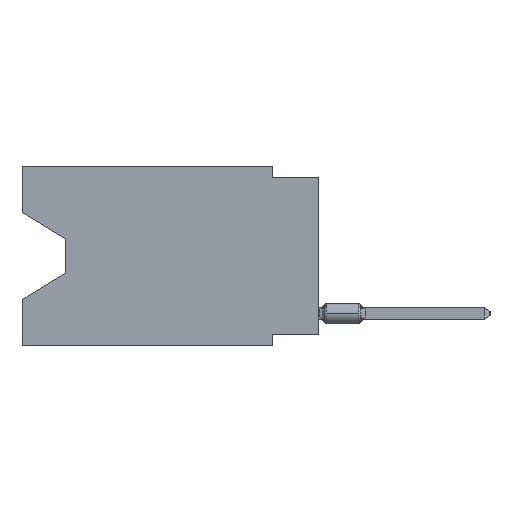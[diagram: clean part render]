
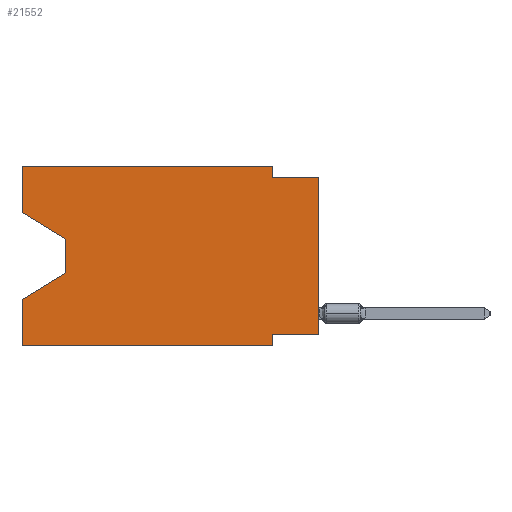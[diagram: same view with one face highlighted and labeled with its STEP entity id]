
A CAD part, left-side view. The second image highlights one B-rep face of the part: STEP entity #21552.
In plain terms, the highlighted planar face has unit normal (-1, 0, 0).
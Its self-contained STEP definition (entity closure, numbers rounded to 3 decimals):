
#309 = VECTOR ( 'NONE', #15103, 1000. ) ;
#958 = CARTESIAN_POINT ( 'NONE',  ( 0., 16.383, 0. ) ) ;
#1268 = EDGE_CURVE ( 'NONE', #7246, #31949, #27306, .T. ) ;
#2305 = ORIENTED_EDGE ( 'NONE', *, *, #3353, .T. ) ;
#2555 = ORIENTED_EDGE ( 'NONE', *, *, #17116, .F. ) ;
#2709 = LINE ( 'NONE', #29601, #35335 ) ;
#2716 = VERTEX_POINT ( 'NONE', #41128 ) ;
#2733 = DIRECTION ( 'NONE',  ( 0., -1., 0. ) ) ;
#2842 = DIRECTION ( 'NONE',  ( 0., -1., 0. ) ) ;
#3013 = VECTOR ( 'NONE', #2842, 1000. ) ;
#3348 = DIRECTION ( 'NONE',  ( 0., 0., 1. ) ) ;
#3353 = EDGE_CURVE ( 'NONE', #28642, #5480, #2709, .T. ) ;
#3885 = CARTESIAN_POINT ( 'NONE',  ( 0., 16.383, -2.546 ) ) ;
#3935 = CARTESIAN_POINT ( 'NONE',  ( 0., 13.97, -5.893 ) ) ;
#4237 = LINE ( 'NONE', #34047, #21152 ) ;
#5480 = VERTEX_POINT ( 'NONE', #36926 ) ;
#5925 = ORIENTED_EDGE ( 'NONE', *, *, #12983, .F. ) ;
#6007 = VECTOR ( 'NONE', #40949, 1000. ) ;
#6088 = LINE ( 'NONE', #19993, #10297 ) ;
#6155 = CARTESIAN_POINT ( 'NONE',  ( 0., 0., -0.635 ) ) ;
#6496 = CARTESIAN_POINT ( 'NONE',  ( 0., 0., -9.271 ) ) ;
#6984 = EDGE_LOOP ( 'NONE', ( #14415, #28280, #2305, #14856, #34998, #39552, #40859, #18291, #2555, #5925, #30541, #41774 ) ) ;
#7246 = VERTEX_POINT ( 'NONE', #3885 ) ;
#7710 = CARTESIAN_POINT ( 'NONE',  ( 0., 16.383, -9.906 ) ) ;
#8591 = EDGE_CURVE ( 'NONE', #30791, #5480, #20682, .T. ) ;
#9879 = CARTESIAN_POINT ( 'NONE',  ( 0., 0., 0. ) ) ;
#10093 = DIRECTION ( 'NONE',  ( 0., 0., 1. ) ) ;
#10297 = VECTOR ( 'NONE', #2733, 1000. ) ;
#10871 = CARTESIAN_POINT ( 'NONE',  ( 0., 2.54, -9.906 ) ) ;
#10877 = VERTEX_POINT ( 'NONE', #23499 ) ;
#11130 = LINE ( 'NONE', #31334, #42594 ) ;
#11253 = DIRECTION ( 'NONE',  ( 0., 0., -1. ) ) ;
#11649 = CARTESIAN_POINT ( 'NONE',  ( 0., 13.97, -4.013 ) ) ;
#12983 = EDGE_CURVE ( 'NONE', #10877, #2716, #32837, .T. ) ;
#13130 = LINE ( 'NONE', #15835, #3013 ) ;
#13205 = VERTEX_POINT ( 'NONE', #30815 ) ;
#14403 = FACE_OUTER_BOUND ( 'NONE', #6984, .T. ) ;
#14415 = ORIENTED_EDGE ( 'NONE', *, *, #1268, .T. ) ;
#14856 = ORIENTED_EDGE ( 'NONE', *, *, #8591, .F. ) ;
#15103 = DIRECTION ( 'NONE',  ( 0., -1., 0. ) ) ;
#15352 = EDGE_CURVE ( 'NONE', #28235, #22982, #17510, .T. ) ;
#15780 = EDGE_CURVE ( 'NONE', #7246, #13205, #4237, .T. ) ;
#15835 = CARTESIAN_POINT ( 'NONE',  ( 0., 0., -0.635 ) ) ;
#17116 = EDGE_CURVE ( 'NONE', #2716, #18276, #13130, .T. ) ;
#17510 = LINE ( 'NONE', #24028, #20266 ) ;
#17957 = EDGE_CURVE ( 'NONE', #13205, #10877, #6088, .T. ) ;
#18276 = VERTEX_POINT ( 'NONE', #6155 ) ;
#18291 = ORIENTED_EDGE ( 'NONE', *, *, #35645, .T. ) ;
#19508 = DIRECTION ( 'NONE',  ( 0., 0.855, -0.519 ) ) ;
#19993 = CARTESIAN_POINT ( 'NONE',  ( 0., 16.383, 0. ) ) ;
#20266 = VECTOR ( 'NONE', #37676, 1000. ) ;
#20682 = LINE ( 'NONE', #34339, #37457 ) ;
#21152 = VECTOR ( 'NONE', #3348, 1000. ) ;
#21167 = PLANE ( 'NONE',  #43318 ) ;
#21359 = CARTESIAN_POINT ( 'NONE',  ( 0., 13.97, -4.013 ) ) ;
#21552 = ADVANCED_FACE ( 'NONE', ( #14403 ), #21167, .F. ) ;
#22025 = LINE ( 'NONE', #21359, #42879 ) ;
#22527 = CARTESIAN_POINT ( 'NONE',  ( 0., 2.54, -9.271 ) ) ;
#22775 = VERTEX_POINT ( 'NONE', #10871 ) ;
#22982 = VERTEX_POINT ( 'NONE', #22527 ) ;
#23499 = CARTESIAN_POINT ( 'NONE',  ( 0., 2.54, 0. ) ) ;
#24028 = CARTESIAN_POINT ( 'NONE',  ( 0., 0., -9.271 ) ) ;
#24386 = CARTESIAN_POINT ( 'NONE',  ( 0., 16.383, -2.546 ) ) ;
#27306 = LINE ( 'NONE', #24386, #6007 ) ;
#28235 = VERTEX_POINT ( 'NONE', #6496 ) ;
#28280 = ORIENTED_EDGE ( 'NONE', *, *, #34776, .T. ) ;
#28642 = VERTEX_POINT ( 'NONE', #3935 ) ;
#29601 = CARTESIAN_POINT ( 'NONE',  ( 0., 13.97, -5.893 ) ) ;
#30541 = ORIENTED_EDGE ( 'NONE', *, *, #17957, .F. ) ;
#30791 = VERTEX_POINT ( 'NONE', #35408 ) ;
#30815 = CARTESIAN_POINT ( 'NONE',  ( 0., 16.383, 0. ) ) ;
#30979 = DIRECTION ( 'NONE',  ( 0., 0., 1. ) ) ;
#31334 = CARTESIAN_POINT ( 'NONE',  ( 0., 2.54, -9.906 ) ) ;
#31696 = LINE ( 'NONE', #7710, #309 ) ;
#31949 = VERTEX_POINT ( 'NONE', #11649 ) ;
#32837 = LINE ( 'NONE', #43103, #41636 ) ;
#34047 = CARTESIAN_POINT ( 'NONE',  ( 0., 16.383, 0. ) ) ;
#34339 = CARTESIAN_POINT ( 'NONE',  ( 0., 16.383, 0. ) ) ;
#34688 = DIRECTION ( 'NONE',  ( 0., 0., -1. ) ) ;
#34776 = EDGE_CURVE ( 'NONE', #31949, #28642, #22025, .T. ) ;
#34998 = ORIENTED_EDGE ( 'NONE', *, *, #41845, .T. ) ;
#35042 = DIRECTION ( 'NONE',  ( 1., 0., 0. ) ) ;
#35335 = VECTOR ( 'NONE', #19508, 1000. ) ;
#35408 = CARTESIAN_POINT ( 'NONE',  ( 0., 16.383, -9.906 ) ) ;
#35645 = EDGE_CURVE ( 'NONE', #28235, #18276, #40576, .T. ) ;
#35964 = DIRECTION ( 'NONE',  ( 0., 0., -1. ) ) ;
#36490 = VECTOR ( 'NONE', #10093, 1000. ) ;
#36926 = CARTESIAN_POINT ( 'NONE',  ( 0., 16.383, -7.36 ) ) ;
#37457 = VECTOR ( 'NONE', #30979, 1000. ) ;
#37676 = DIRECTION ( 'NONE',  ( 0., 1., 0. ) ) ;
#39552 = ORIENTED_EDGE ( 'NONE', *, *, #43074, .F. ) ;
#40576 = LINE ( 'NONE', #9879, #36490 ) ;
#40859 = ORIENTED_EDGE ( 'NONE', *, *, #15352, .F. ) ;
#40949 = DIRECTION ( 'NONE',  ( 0., -0.855, -0.519 ) ) ;
#41128 = CARTESIAN_POINT ( 'NONE',  ( 0., 2.54, -0.635 ) ) ;
#41636 = VECTOR ( 'NONE', #35964, 1000. ) ;
#41774 = ORIENTED_EDGE ( 'NONE', *, *, #15780, .F. ) ;
#41845 = EDGE_CURVE ( 'NONE', #30791, #22775, #31696, .T. ) ;
#42202 = DIRECTION ( 'NONE',  ( 0., 0., -1. ) ) ;
#42594 = VECTOR ( 'NONE', #34688, 1000. ) ;
#42879 = VECTOR ( 'NONE', #11253, 1000. ) ;
#43074 = EDGE_CURVE ( 'NONE', #22982, #22775, #11130, .T. ) ;
#43103 = CARTESIAN_POINT ( 'NONE',  ( 0., 2.54, 0. ) ) ;
#43318 = AXIS2_PLACEMENT_3D ( 'NONE', #958, #35042, #42202 ) ;
